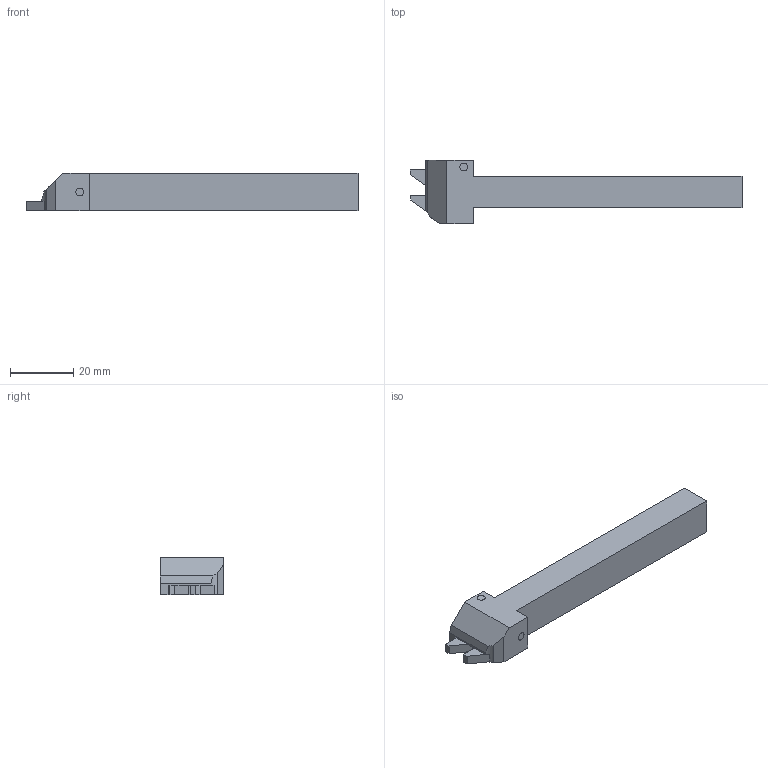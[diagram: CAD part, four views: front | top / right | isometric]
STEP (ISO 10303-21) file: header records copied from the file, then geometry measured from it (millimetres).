
FILE_DESCRIPTION (( 'STEP AP214' ), '1' );
FILE_NAME ('CUT-695-13.STEP', '2017-05-02T07:42:10', ( '' ), ( '' ), 'SwSTEP 2.0', 'SolidWorks 2016', '' );
FILE_SCHEMA (( 'AUTOMOTIVE_DESIGN' ));
Length unit declared in the file: millimetre
Products named in the file (1): CUT-695-13
Bounding box: 105 x 20 x 12 mm (x, y, z)
Volume: 13318.3 mm3; surface area: 5276.3 mm2
Topology: 1 solids, 1 shells, 98 faces, 270 edges, 181 vertices
Faces by surface type: plane 83, cylinder 11, cone 4
Entity records: 3678 total; most frequent: CARTESIAN_POINT 556, DIRECTION 546, ORIENTED_EDGE 540, EDGE_CURVE 270, LINE 188, VECTOR 188, VERTEX_POINT 181, AXIS2_PLACEMENT_3D 179
